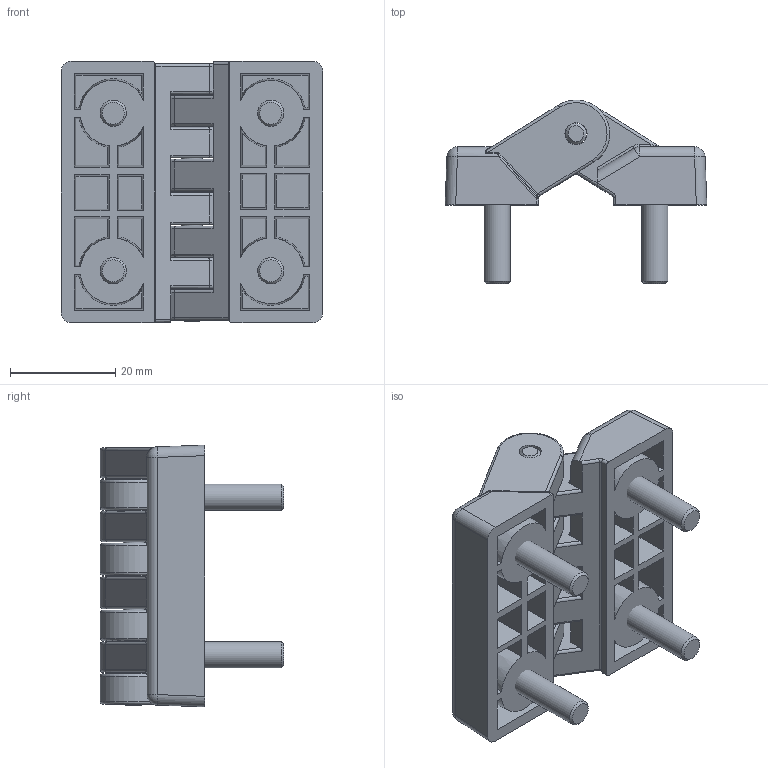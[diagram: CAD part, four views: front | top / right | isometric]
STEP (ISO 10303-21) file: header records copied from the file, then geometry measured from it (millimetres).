
FILE_DESCRIPTION(('STEP AP203'),'1');
FILE_NAME('1199.2.0.1.step','2012-02-15T12:37:35',(' '),(' '),'Spatial InterOp 3D',' ',' ');
FILE_SCHEMA(('CONFIG_CONTROL_DESIGN'));
Length unit declared in the file: millimetre
Products named in the file (7): 1; 2; 3; 4; 5; 6; 7
Bounding box: 49.77 x 34.89 x 49.77 mm (x, y, z)
Volume: 26057.7 mm3; surface area: 17197.9 mm2
Topology: 7 solids, 7 shells, 409 faces, 983 edges, 608 vertices
Faces by surface type: plane 178, cylinder 125, cone 38, bspline 30, torus 30, sphere 8
Full cylindrical faces by diameter (mm): 4 x1, 4.2 x8, 5 x4, 9 x4
Entity records: 14104 total; most frequent: CARTESIAN_POINT 4352, DIRECTION 2028, ORIENTED_EDGE 1904, EDGE_CURVE 952, AXIS2_PLACEMENT_3D 760, VERTEX_POINT 604, LINE 508, VECTOR 508
